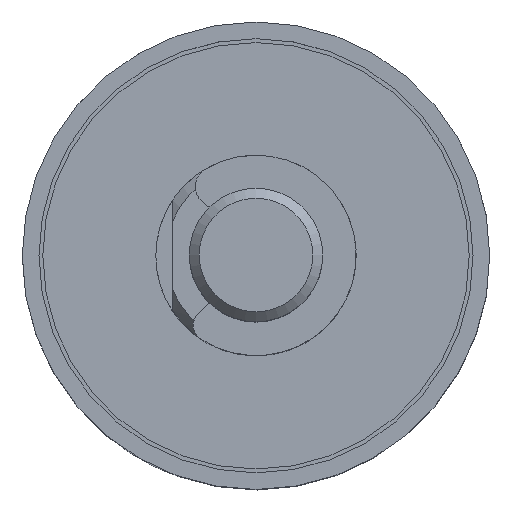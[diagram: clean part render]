
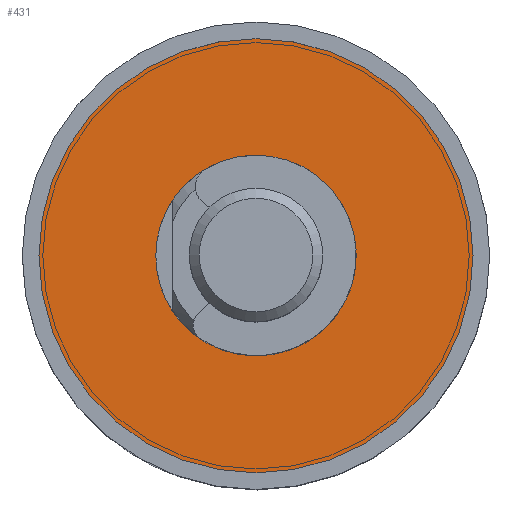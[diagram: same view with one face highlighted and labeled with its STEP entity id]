
A CAD part, top view. The second image highlights one B-rep face of the part: STEP entity #431.
In plain terms, the highlighted planar face has unit normal (0, 0, 1).
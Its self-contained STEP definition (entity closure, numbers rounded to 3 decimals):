
#134 = CARTESIAN_POINT ( 'NONE',  ( 0., 0., 0.5 ) ) ;
#431 = ADVANCED_FACE ( 'NONE', ( #7800, #1637 ), #3071, .T. ) ;
#435 = EDGE_LOOP ( 'NONE', ( #8746 ) ) ;
#703 = VERTEX_POINT ( 'NONE', #7393 ) ;
#1210 = DIRECTION ( 'NONE',  ( -1., 0., 0. ) ) ;
#1286 = EDGE_CURVE ( 'NONE', #703, #703, #1736, .T. ) ;
#1545 = DIRECTION ( 'NONE',  ( 0., 0., 1. ) ) ;
#1637 = FACE_OUTER_BOUND ( 'NONE', #6781, .T. ) ;
#1736 = CIRCLE ( 'NONE', #8071, 3. ) ;
#1952 = DIRECTION ( 'NONE',  ( 0., 0., -1. ) ) ;
#2333 = AXIS2_PLACEMENT_3D ( 'NONE', #4511, #6652, #3326 ) ;
#2650 = ORIENTED_EDGE ( 'NONE', *, *, #6627, .T. ) ;
#2887 = DIRECTION ( 'NONE',  ( 1., 0., 0. ) ) ;
#3071 = PLANE ( 'NONE',  #2333 ) ;
#3127 = CIRCLE ( 'NONE', #7229, 6.5 ) ;
#3326 = DIRECTION ( 'NONE',  ( 1., 0., 0. ) ) ;
#3745 = VERTEX_POINT ( 'NONE', #6093 ) ;
#4511 = CARTESIAN_POINT ( 'NONE',  ( 3., 0., 0.5 ) ) ;
#6093 = CARTESIAN_POINT ( 'NONE',  ( 6.5, 0., 0.5 ) ) ;
#6627 = EDGE_CURVE ( 'NONE', #3745, #3745, #3127, .T. ) ;
#6652 = DIRECTION ( 'NONE',  ( 0., 0., 1. ) ) ;
#6781 = EDGE_LOOP ( 'NONE', ( #2650 ) ) ;
#7229 = AXIS2_PLACEMENT_3D ( 'NONE', #134, #1545, #2887 ) ;
#7393 = CARTESIAN_POINT ( 'NONE',  ( -3., 0., 0.5 ) ) ;
#7800 = FACE_BOUND ( 'NONE', #435, .T. ) ;
#8071 = AXIS2_PLACEMENT_3D ( 'NONE', #8150, #1952, #1210 ) ;
#8150 = CARTESIAN_POINT ( 'NONE',  ( 0., 0., 0.5 ) ) ;
#8746 = ORIENTED_EDGE ( 'NONE', *, *, #1286, .T. ) ;
